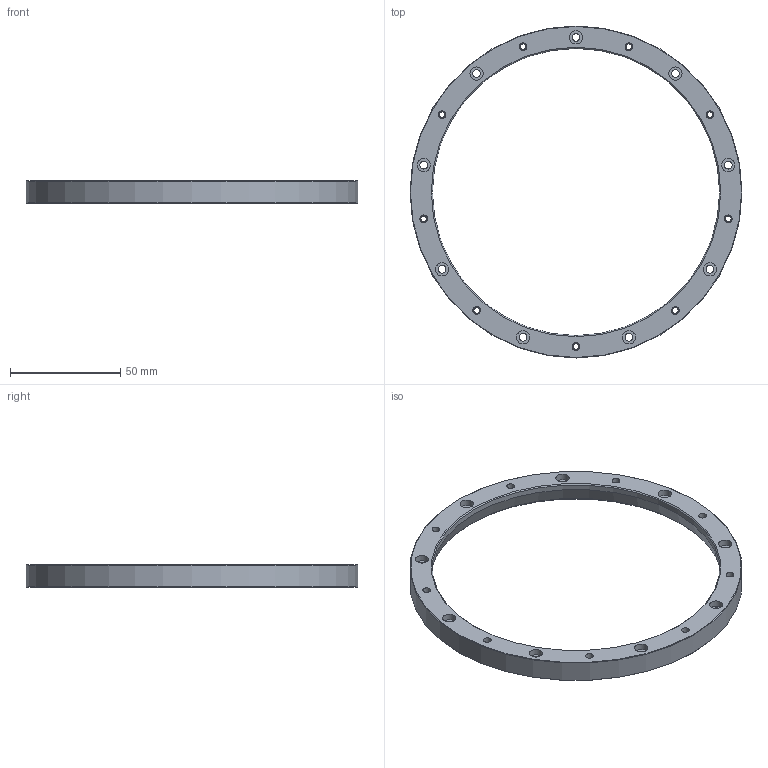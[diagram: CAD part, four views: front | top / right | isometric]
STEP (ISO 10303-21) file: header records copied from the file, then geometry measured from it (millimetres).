
FILE_DESCRIPTION(/* description */ (''),/* implementation_level */ '2;1');
FILE_NAME(/* name */ 'LA-9517-4821-01-A.stp',/* time_stamp */ '2011-09-22T08:58:50+01:00',/* author */ (''),/* organization */ (''),/* preprocessor_version */ 'ST-DEVELOPER v11',/* originating_system */ 'SIEMENS PLM Software NX 7.5',/* authorisation */ '');
FILE_SCHEMA (('AUTOMOTIVE_DESIGN { 1 0 10303 214 1 1 1 1 }'));
Length unit declared in the file: millimetre
Products named in the file (1): gh135BCCwy8f
Bounding box: 150.3 x 150.3 x 10 mm (x, y, z)
Volume: 39714.9 mm3; surface area: 18495.3 mm2
Topology: 1 solids, 1 shells, 63 faces, 143 edges, 100 vertices
Faces by surface type: cylinder 38, plane 20, cone 5
Full cylindrical faces by diameter (mm): 2.6 x9, 3.5 x18, 6 x9, 130.02 x1, 150.3 x1
Entity records: 1986 total; most frequent: DIRECTION 290, CARTESIAN_POINT 226, FACE_BOUND 162, EDGE_LOOP 162, ORIENTED_EDGE 162, AXIS2_PLACEMENT_3D 145, VERTEX_POINT 81, EDGE_CURVE 81
